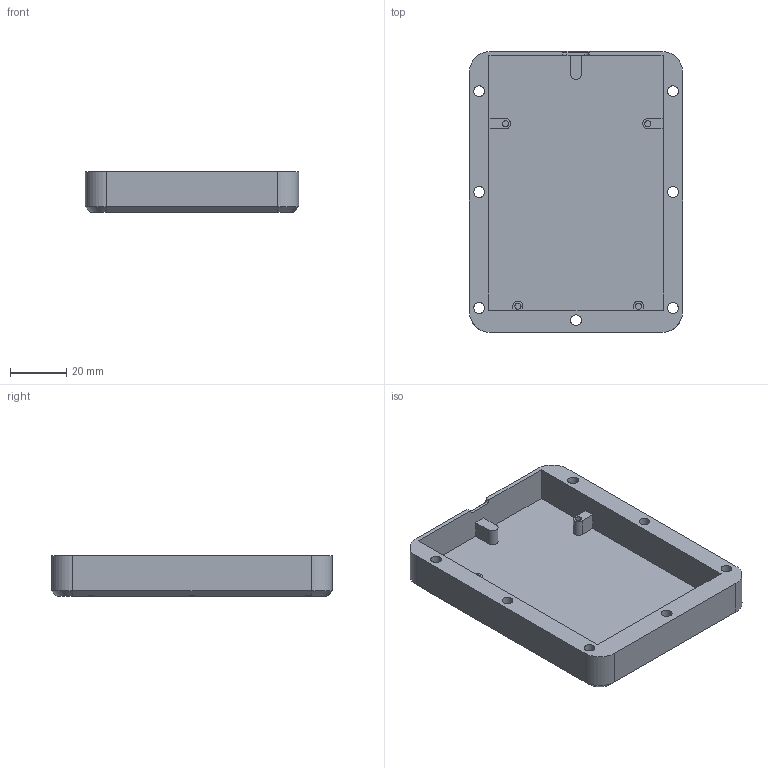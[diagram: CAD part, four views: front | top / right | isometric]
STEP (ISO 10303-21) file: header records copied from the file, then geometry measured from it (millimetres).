
FILE_DESCRIPTION(/* description */ (''),/* implementation_level */ '2;1');
FILE_NAME(/* name */ '3x3_Base.step',/* time_stamp */ '2025-02-28T01:01:26Z',/* author */ (''),/* organization */ (''),/* preprocessor_version */ 'ST-DEVELOPER v20',/* originating_system */ 'Autodesk Translation Framework v13.20.0.188',/* authorisation */ '');
FILE_SCHEMA (('AUTOMOTIVE_DESIGN { 1 0 10303 214 3 1 1 }'));
Length unit declared in the file: millimetre
Products named in the file (1): 3x3 Base
Bounding box: 75.91 x 99.98 x 14.5 mm (x, y, z)
Volume: 37952 mm3; surface area: 24926.1 mm2
Topology: 1 solids, 1 shells, 66 faces, 186 edges, 120 vertices
Faces by surface type: plane 36, cylinder 22, cone 6, bspline 2
Full cylindrical faces by diameter (mm): 2.2 x4, 3.9 x7
Entity records: 2239 total; most frequent: CARTESIAN_POINT 438, ORIENTED_EDGE 372, DIRECTION 370, EDGE_CURVE 186, AXIS2_PLACEMENT_3D 126, VERTEX_POINT 120, LINE 118, VECTOR 118
